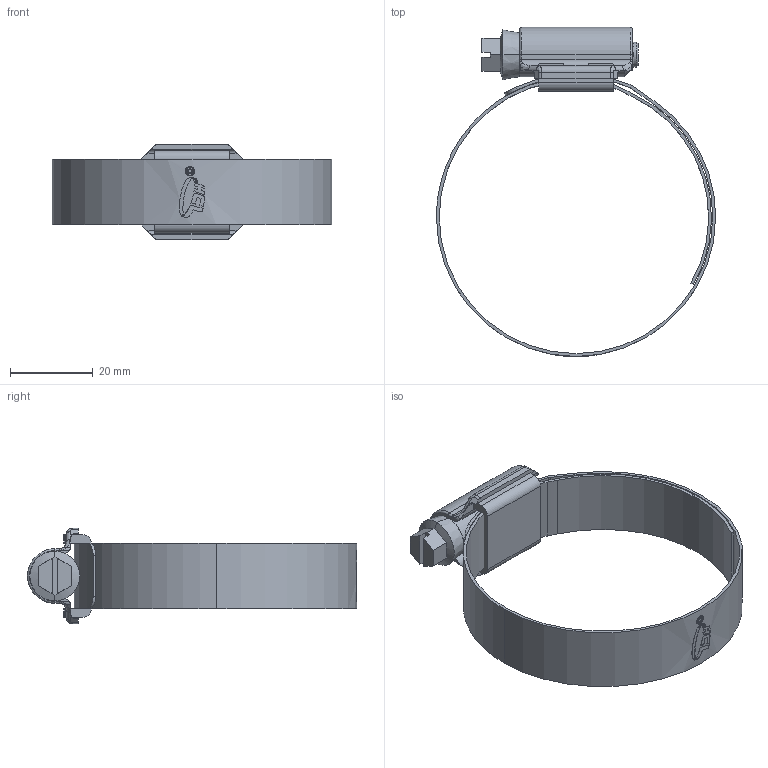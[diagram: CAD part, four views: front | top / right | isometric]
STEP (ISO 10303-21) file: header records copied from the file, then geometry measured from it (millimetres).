
FILE_DESCRIPTION (( 'STEP AP214' ), '1' );
FILE_NAME ('TRI-6L-PWG-262.step', '2025-08-26T14:36:17', ( '' ), ( '' ), 'SwSTEP 2.0', 'SolidWorks 2025', '' );
FILE_SCHEMA (( 'AUTOMOTIVE_DESIGN' ));
Length unit declared in the file: millimetre
Products named in the file (1): TRI-6L-PWG-262
Bounding box: 67.38 x 79.39 x 23 mm (x, y, z)
Volume: 8437.6 mm3; surface area: 14417.1 mm2
Topology: 4 solids, 4 shells, 268 faces, 737 edges, 476 vertices
Faces by surface type: cylinder 102, plane 87, bspline 65, cone 8, torus 6
Entity records: 10163 total; most frequent: CARTESIAN_POINT 3921, ORIENTED_EDGE 1466, DIRECTION 1025, EDGE_CURVE 733, VERTEX_POINT 476, LINE 369, VECTOR 369, AXIS2_PLACEMENT_3D 328
